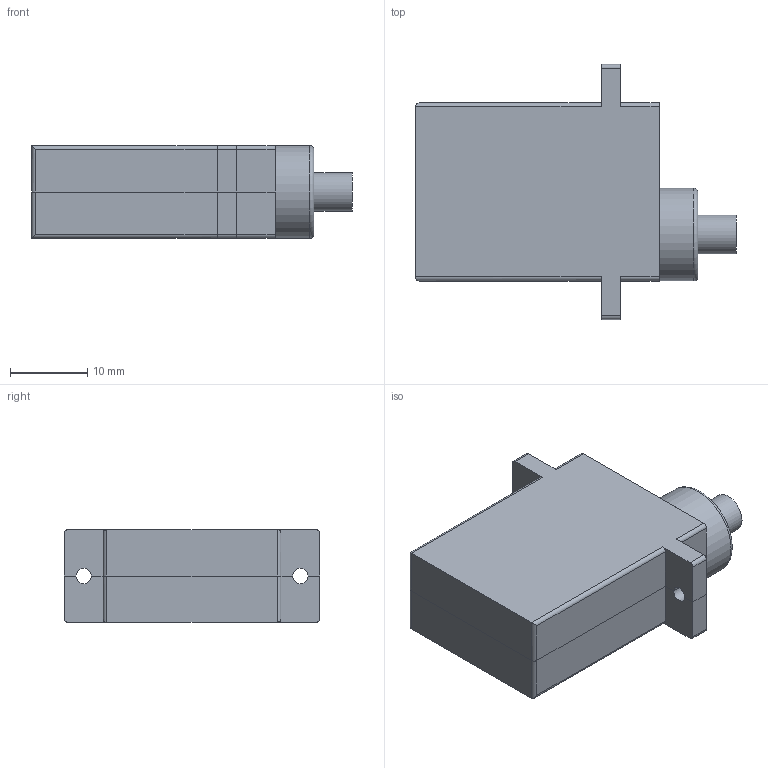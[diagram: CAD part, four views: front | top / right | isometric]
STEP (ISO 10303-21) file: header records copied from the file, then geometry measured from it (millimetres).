
FILE_DESCRIPTION(/* description */ (''),/* implementation_level */ '2;1');
FILE_NAME(/* name */ 'Servo.step',/* time_stamp */ '2023-01-29T12:15:11-08:00',/* author */ (''),/* organization */ (''),/* preprocessor_version */ 'ST-DEVELOPER v19',/* originating_system */ 'Autodesk Translation Framework v11.7.0.108',/* authorisation */ '');
FILE_SCHEMA (('AUTOMOTIVE_DESIGN { 1 0 10303 214 3 1 1 }'));
Length unit declared in the file: millimetre
Products named in the file (1): Servo
Bounding box: 41.5 x 33 x 12 mm (x, y, z)
Volume: 9632 mm3; surface area: 4997.1 mm2
Topology: 3 solids, 3 shells, 58 faces, 149 edges, 98 vertices
Faces by surface type: plane 35, cylinder 22, torus 1
Full cylindrical faces by diameter (mm): 5 x1, 12 x1
Entity records: 1802 total; most frequent: DIRECTION 310, CARTESIAN_POINT 306, ORIENTED_EDGE 298, EDGE_CURVE 149, LINE 106, VECTOR 106, AXIS2_PLACEMENT_3D 102, VERTEX_POINT 98
